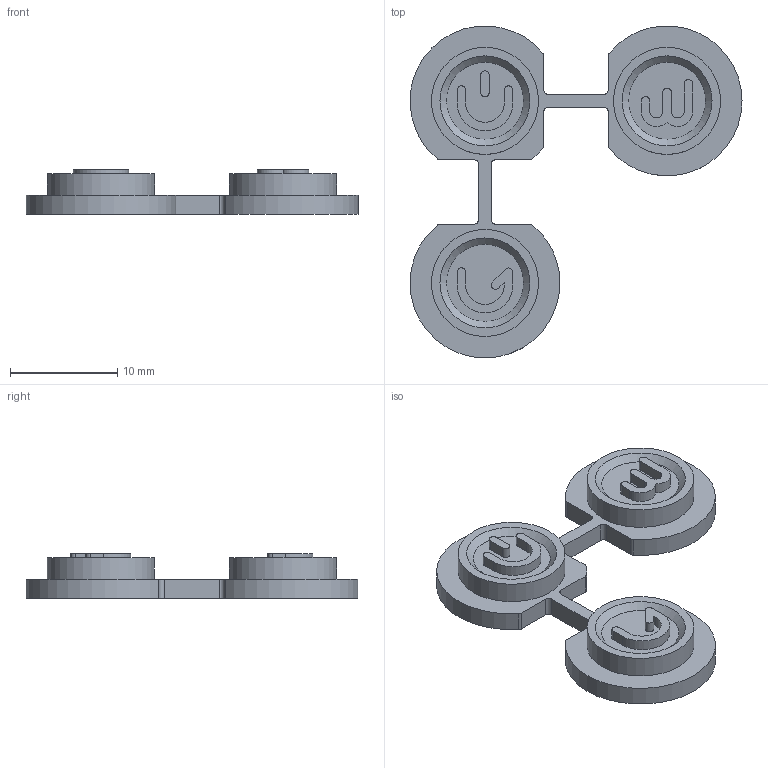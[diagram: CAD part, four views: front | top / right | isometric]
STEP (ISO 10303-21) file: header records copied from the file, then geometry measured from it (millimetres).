
FILE_DESCRIPTION(('HOOPS Exchange Step'),'2;1');
FILE_NAME('temp_export','2021-02-08T07:15:07-05:00',('poastoast'),('Shapr3D Limited'),'HOOPS Exchange 2020.2','Shapr3D','Authorized');
FILE_SCHEMA( ('AP203_CONFIGURATION_CONTROLLED_3D_DESIGN_OF_MECHANICAL_PARTS_AND_ASSEMBLIES_MIM_LF') );
Length unit declared in the file: millimetre
Products named in the file (1): 2BC265DB-FAC7-4E0A-8FEB-E0E120C5E3F6.tmp
Bounding box: 31 x 30.99 x 4.2 mm (x, y, z)
Volume: 1207.3 mm3; surface area: 1428.7 mm2
Topology: 1 solids, 1 shells, 89 faces, 237 edges, 160 vertices
Faces by surface type: cylinder 44, plane 42, cone 3
Full cylindrical faces by diameter (mm): 10 x3
Entity records: 2843 total; most frequent: DIRECTION 517, CARTESIAN_POINT 487, ORIENTED_EDGE 474, EDGE_CURVE 237, AXIS2_PLACEMENT_3D 190, VERTEX_POINT 160, VECTOR 137, LINE 137
